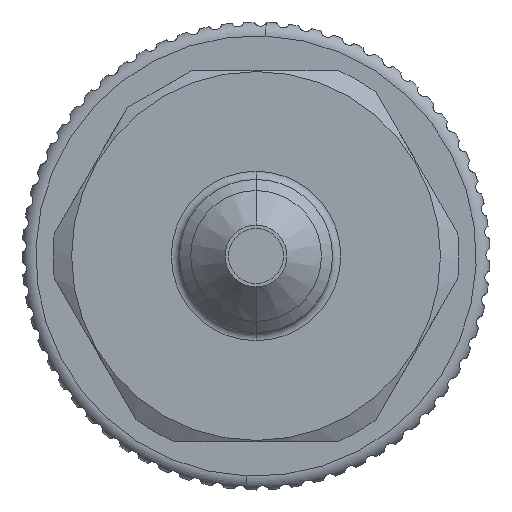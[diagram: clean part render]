
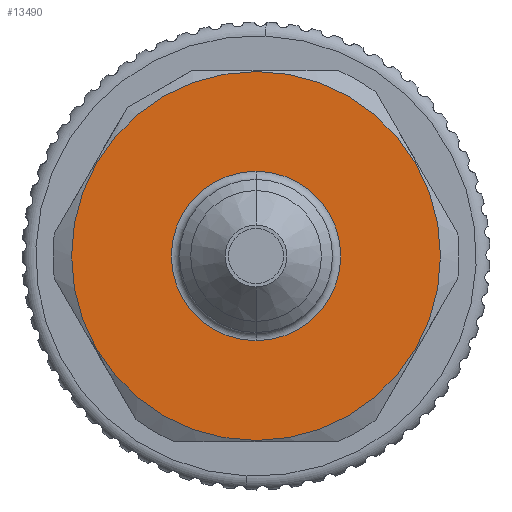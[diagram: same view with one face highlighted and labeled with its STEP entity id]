
A CAD part, front view. The second image highlights one B-rep face of the part: STEP entity #13490.
In plain terms, the highlighted face is planar.
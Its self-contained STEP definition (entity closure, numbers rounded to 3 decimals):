
#6 = AXIS2_PLACEMENT_3D ( 'NONE', #13398, #4038, #14863 ) ;
#198 = ORIENTED_EDGE ( 'NONE', *, *, #7166, .T. ) ;
#374 = DIRECTION ( 'NONE',  ( 0., 0., 1. ) ) ;
#1634 = EDGE_LOOP ( 'NONE', ( #6788, #11510 ) ) ;
#2213 = FACE_OUTER_BOUND ( 'NONE', #1634, .T. ) ;
#3623 = CIRCLE ( 'NONE', #11185, 13.4 ) ;
#4038 = DIRECTION ( 'NONE',  ( -1., 0., 0. ) ) ;
#5147 = DIRECTION ( 'NONE',  ( 0., 0., 1. ) ) ;
#5204 = DIRECTION ( 'NONE',  ( -1., 0., 0. ) ) ;
#5208 = CARTESIAN_POINT ( 'NONE',  ( 33.5, 0., 0. ) ) ;
#5261 = CARTESIAN_POINT ( 'NONE',  ( 33.5, 0., 6.156 ) ) ;
#6184 = FACE_BOUND ( 'NONE', #18972, .T. ) ;
#6540 = VERTEX_POINT ( 'NONE', #14472 ) ;
#6648 = CARTESIAN_POINT ( 'NONE',  ( 33.5, 0., 13.4 ) ) ;
#6788 = ORIENTED_EDGE ( 'NONE', *, *, #11811, .F. ) ;
#7166 = EDGE_CURVE ( 'NONE', #6540, #8550, #8522, .T. ) ;
#8130 = EDGE_CURVE ( 'NONE', #10332, #18126, #8484, .T. ) ;
#8484 = CIRCLE ( 'NONE', #16133, 13.4 ) ;
#8522 = CIRCLE ( 'NONE', #17417, 6.156 ) ;
#8549 = CARTESIAN_POINT ( 'NONE',  ( 33.5, 0., 0. ) ) ;
#8550 = VERTEX_POINT ( 'NONE', #5261 ) ;
#8719 = CARTESIAN_POINT ( 'NONE',  ( 33.5, 13.4, 0. ) ) ;
#10115 = DIRECTION ( 'NONE',  ( 0., 0., 1. ) ) ;
#10304 = PLANE ( 'NONE',  #18880 ) ;
#10332 = VERTEX_POINT ( 'NONE', #18171 ) ;
#11185 = AXIS2_PLACEMENT_3D ( 'NONE', #8549, #18399, #10115 ) ;
#11510 = ORIENTED_EDGE ( 'NONE', *, *, #8130, .F. ) ;
#11811 = EDGE_CURVE ( 'NONE', #18126, #10332, #3623, .T. ) ;
#11868 = DIRECTION ( 'NONE',  ( 0., 0., 1. ) ) ;
#11886 = DIRECTION ( 'NONE',  ( -1., 0., 0. ) ) ;
#11901 = CARTESIAN_POINT ( 'NONE',  ( 33.5, 0., 0. ) ) ;
#13352 = EDGE_CURVE ( 'NONE', #8550, #6540, #15855, .T. ) ;
#13398 = CARTESIAN_POINT ( 'NONE',  ( 33.5, 0., 0. ) ) ;
#13490 = ADVANCED_FACE ( 'NONE', ( #2213, #6184 ), #10304, .F. ) ;
#14472 = CARTESIAN_POINT ( 'NONE',  ( 33.5, 0., -6.156 ) ) ;
#14863 = DIRECTION ( 'NONE',  ( 0., 0., 1. ) ) ;
#15855 = CIRCLE ( 'NONE', #6, 6.156 ) ;
#15963 = DIRECTION ( 'NONE',  ( -1., 0., 0. ) ) ;
#16133 = AXIS2_PLACEMENT_3D ( 'NONE', #11901, #11886, #11868 ) ;
#17417 = AXIS2_PLACEMENT_3D ( 'NONE', #5208, #5204, #5147 ) ;
#18126 = VERTEX_POINT ( 'NONE', #6648 ) ;
#18171 = CARTESIAN_POINT ( 'NONE',  ( 33.5, 0., -13.4 ) ) ;
#18399 = DIRECTION ( 'NONE',  ( -1., 0., 0. ) ) ;
#18880 = AXIS2_PLACEMENT_3D ( 'NONE', #8719, #15963, #374 ) ;
#18972 = EDGE_LOOP ( 'NONE', ( #19365, #198 ) ) ;
#19365 = ORIENTED_EDGE ( 'NONE', *, *, #13352, .T. ) ;
